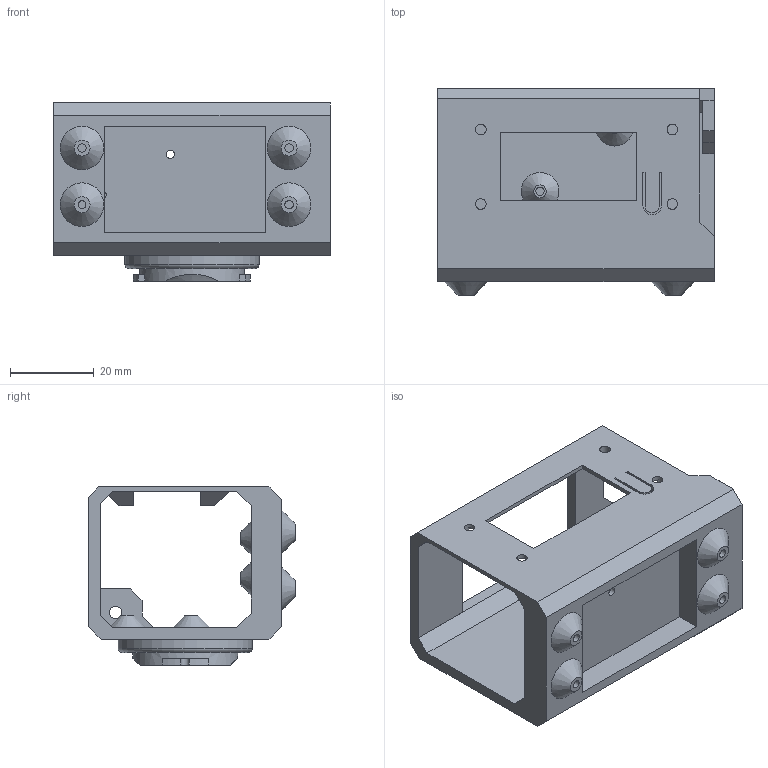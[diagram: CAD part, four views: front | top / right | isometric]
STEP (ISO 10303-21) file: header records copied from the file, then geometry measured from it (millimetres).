
FILE_DESCRIPTION(('HOOPS Exchange Step'),'2;1');
FILE_NAME('temp_export','2025-06-13T23:32:15+17:00',('mobile'),('Shapr3D Limited'),'HOOPS Exchange 2024.8','Shapr3D','Authorized');
FILE_SCHEMA( ('AP242_MANAGED_MODEL_BASED_3D_ENGINEERING_MIM_LF {1 0 10303 442 1 1 4}') );
Length unit declared in the file: millimetre
Products named in the file (4): calculatorshroud-v2-Body.step; Imported; Quarter-turn_v6.step; root
Assembly tree (3 placements, depth 2):
  root
    calculatorshroud-v2-Body.step
    Imported
    Quarter-turn_v6.step
Bounding box: 66.03 x 49.35 x 42.52 mm (x, y, z)
Volume: 29079.9 mm3; surface area: 20895.3 mm2
Topology: 2 solids, 2 shells, 145 faces, 417 edges, 287 vertices
Faces by surface type: plane 106, cylinder 26, cone 11, torus 2
Full cylindrical faces by diameter (mm): 1.877 x1, 2 x8, 2.54 x4, 3.017 x1, 25 x1, 32 x1
Entity records: 5199 total; most frequent: CARTESIAN_POINT 1044, DIRECTION 837, ORIENTED_EDGE 834, EDGE_CURVE 417, VECTOR 289, LINE 289, VERTEX_POINT 287, AXIS2_PLACEMENT_3D 274
